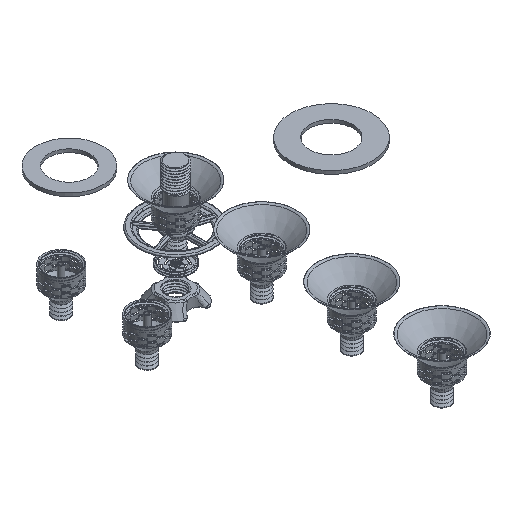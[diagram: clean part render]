
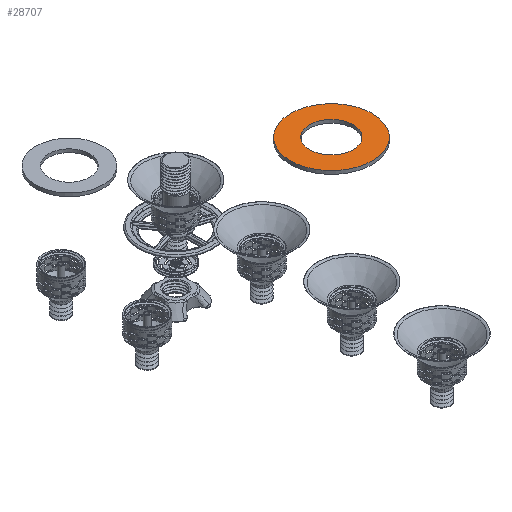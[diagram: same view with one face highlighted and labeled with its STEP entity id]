
A CAD part, isometric view. The second image highlights one B-rep face of the part: STEP entity #28707.
In plain terms, the highlighted planar face has unit normal (0, 0, 1).
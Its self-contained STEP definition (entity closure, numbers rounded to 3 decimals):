
#517=FACE_BOUND('',#6633,.T.);
#1585=PLANE('',#31561);
#3152=CIRCLE('',#31556,26.5);
#3154=CIRCLE('',#31559,50.);
#4677=FACE_OUTER_BOUND('',#6632,.T.);
#6632=EDGE_LOOP('',(#26935));
#6633=EDGE_LOOP('',(#26936));
#14374=VERTEX_POINT('',#61572);
#14376=VERTEX_POINT('',#61578);
#18559=EDGE_CURVE('',#14374,#14374,#3152,.T.);
#18562=EDGE_CURVE('',#14376,#14376,#3154,.T.);
#26935=ORIENTED_EDGE('',*,*,#18562,.T.);
#26936=ORIENTED_EDGE('',*,*,#18559,.T.);
#28707=ADVANCED_FACE('',(#4677,#517),#1585,.T.);
#31556=AXIS2_PLACEMENT_3D('',#61573,#39421,#39422);
#31559=AXIS2_PLACEMENT_3D('',#61579,#39428,#39429);
#31561=AXIS2_PLACEMENT_3D('',#61583,#39433,#39434);
#39421=DIRECTION('center_axis',(0.,0.,-1.));
#39422=DIRECTION('ref_axis',(1.,0.,0.));
#39428=DIRECTION('center_axis',(0.,0.,1.));
#39429=DIRECTION('ref_axis',(1.,0.,0.));
#39433=DIRECTION('center_axis',(0.,0.,1.));
#39434=DIRECTION('ref_axis',(1.,0.,0.));
#61572=CARTESIAN_POINT('',(163.5,0.,4.));
#61573=CARTESIAN_POINT('Origin',(190.,0.,4.));
#61578=CARTESIAN_POINT('',(140.,0.,4.));
#61579=CARTESIAN_POINT('Origin',(190.,0.,4.));
#61583=CARTESIAN_POINT('Origin',(190.,0.,4.));
